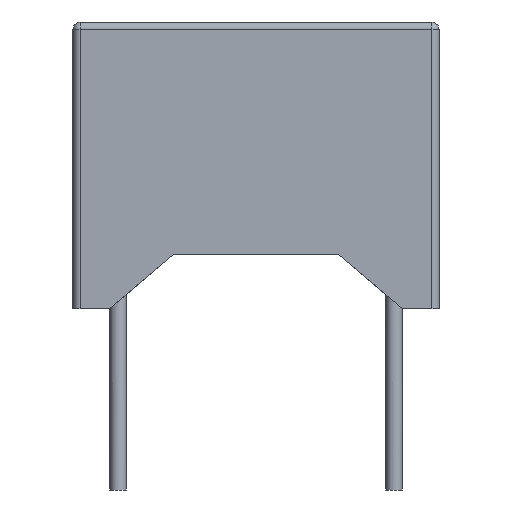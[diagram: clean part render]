
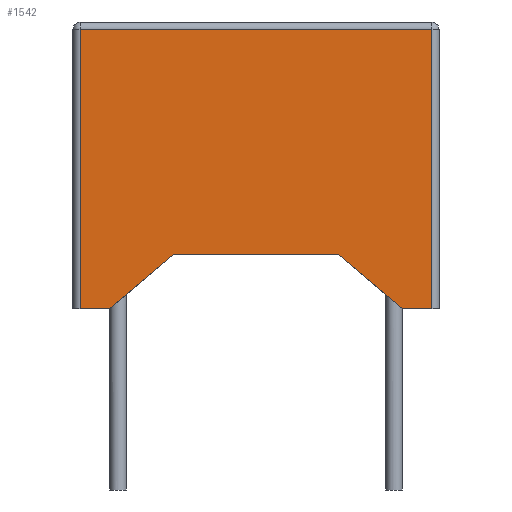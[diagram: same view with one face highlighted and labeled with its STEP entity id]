
A CAD part, left-side view. The second image highlights one B-rep face of the part: STEP entity #1542.
In plain terms, the highlighted face is planar.
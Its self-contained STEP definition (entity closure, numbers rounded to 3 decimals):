
#55 = PLANE('',#56);
#56 = AXIS2_PLACEMENT_3D('',#57,#58,#59);
#57 = CARTESIAN_POINT('',(-5.05,-12.65,0.));
#58 = DIRECTION('',(0.,0.,1.));
#59 = DIRECTION('',(1.,0.,0.));
#83 = CYLINDRICAL_SURFACE('',#84,0.2);
#84 = AXIS2_PLACEMENT_3D('',#85,#86,#87);
#85 = CARTESIAN_POINT('',(-4.85,12.45,0.));
#86 = DIRECTION('',(0.,0.,1.));
#87 = DIRECTION('',(-1.,0.,0.));
#220 = PLANE('',#221);
#221 = AXIS2_PLACEMENT_3D('',#222,#223,#224);
#222 = CARTESIAN_POINT('',(0.,0.,1.5));
#223 = DIRECTION('',(0.,0.,-1.));
#224 = DIRECTION('',(0.,-1.,0.));
#284 = VERTEX_POINT('',#285);
#285 = CARTESIAN_POINT('',(-4.05,12.65,0.));
#299 = PLANE('',#300);
#300 = AXIS2_PLACEMENT_3D('',#301,#302,#303);
#301 = CARTESIAN_POINT('',(-4.05,-12.65,0.));
#302 = DIRECTION('',(0.643,0.,-0.766)
  );
#303 = DIRECTION('',(0.766,0.,0.643));
#311 = EDGE_CURVE('',#312,#284,#314,.T.);
#312 = VERTEX_POINT('',#313);
#313 = CARTESIAN_POINT('',(-4.85,12.65,0.));
#314 = SURFACE_CURVE('',#315,(#319,#326),.PCURVE_S1.);
#315 = LINE('',#316,#317);
#316 = CARTESIAN_POINT('',(-5.05,12.65,0.));
#317 = VECTOR('',#318,1.);
#318 = DIRECTION('',(1.,0.,0.));
#319 = PCURVE('',#55,#320);
#320 = DEFINITIONAL_REPRESENTATION('',(#321),#325);
#321 = LINE('',#322,#323);
#322 = CARTESIAN_POINT('',(0.,25.3));
#323 = VECTOR('',#324,1.);
#324 = DIRECTION('',(1.,0.));
#325 = ( GEOMETRIC_REPRESENTATION_CONTEXT(2) 
PARAMETRIC_REPRESENTATION_CONTEXT() REPRESENTATION_CONTEXT('2D SPACE',''
  ) );
#326 = PCURVE('',#327,#332);
#327 = PLANE('',#328);
#328 = AXIS2_PLACEMENT_3D('',#329,#330,#331);
#329 = CARTESIAN_POINT('',(-5.05,12.65,0.));
#330 = DIRECTION('',(0.,1.,0.));
#331 = DIRECTION('',(0.,0.,1.));
#332 = DEFINITIONAL_REPRESENTATION('',(#333),#337);
#333 = LINE('',#334,#335);
#334 = CARTESIAN_POINT('',(0.,0.));
#335 = VECTOR('',#336,1.);
#336 = DIRECTION('',(0.,1.));
#337 = ( GEOMETRIC_REPRESENTATION_CONTEXT(2) 
PARAMETRIC_REPRESENTATION_CONTEXT() REPRESENTATION_CONTEXT('2D SPACE',''
  ) );
#369 = EDGE_CURVE('',#312,#370,#372,.T.);
#370 = VERTEX_POINT('',#371);
#371 = CARTESIAN_POINT('',(-4.85,12.65,7.7));
#372 = SURFACE_CURVE('',#373,(#377,#384),.PCURVE_S1.);
#373 = LINE('',#374,#375);
#374 = CARTESIAN_POINT('',(-4.85,12.65,0.));
#375 = VECTOR('',#376,1.);
#376 = DIRECTION('',(0.,0.,1.));
#377 = PCURVE('',#83,#378);
#378 = DEFINITIONAL_REPRESENTATION('',(#379),#383);
#379 = LINE('',#380,#381);
#380 = CARTESIAN_POINT('',(-1.571,0.));
#381 = VECTOR('',#382,1.);
#382 = DIRECTION('',(-0.,1.));
#383 = ( GEOMETRIC_REPRESENTATION_CONTEXT(2) 
PARAMETRIC_REPRESENTATION_CONTEXT() REPRESENTATION_CONTEXT('2D SPACE',''
  ) );
#384 = PCURVE('',#327,#385);
#385 = DEFINITIONAL_REPRESENTATION('',(#386),#390);
#386 = LINE('',#387,#388);
#387 = CARTESIAN_POINT('',(0.,0.2));
#388 = VECTOR('',#389,1.);
#389 = DIRECTION('',(1.,0.));
#390 = ( GEOMETRIC_REPRESENTATION_CONTEXT(2) 
PARAMETRIC_REPRESENTATION_CONTEXT() REPRESENTATION_CONTEXT('2D SPACE',''
  ) );
#553 = VERTEX_POINT('',#554);
#554 = CARTESIAN_POINT('',(-2.262,12.65,1.5));
#575 = EDGE_CURVE('',#576,#553,#578,.T.);
#576 = VERTEX_POINT('',#577);
#577 = CARTESIAN_POINT('',(2.262,12.65,1.5));
#578 = SURFACE_CURVE('',#579,(#583,#590),.PCURVE_S1.);
#579 = LINE('',#580,#581);
#580 = CARTESIAN_POINT('',(-3.656,12.65,1.5));
#581 = VECTOR('',#582,1.);
#582 = DIRECTION('',(-1.,0.,0.));
#583 = PCURVE('',#220,#584);
#584 = DEFINITIONAL_REPRESENTATION('',(#585),#589);
#585 = LINE('',#586,#587);
#586 = CARTESIAN_POINT('',(-12.65,3.656));
#587 = VECTOR('',#588,1.);
#588 = DIRECTION('',(0.,1.));
#589 = ( GEOMETRIC_REPRESENTATION_CONTEXT(2) 
PARAMETRIC_REPRESENTATION_CONTEXT() REPRESENTATION_CONTEXT('2D SPACE',''
  ) );
#590 = PCURVE('',#327,#591);
#591 = DEFINITIONAL_REPRESENTATION('',(#592),#595);
#592 = B_SPLINE_CURVE_WITH_KNOTS('',1,(#593,#594),.UNSPECIFIED.,.F.,.F.,
  (2,2),(-6.371,-0.941),.PIECEWISE_BEZIER_KNOTS.);
#593 = CARTESIAN_POINT('',(1.5,7.765));
#594 = CARTESIAN_POINT('',(1.5,2.335));
#595 = ( GEOMETRIC_REPRESENTATION_CONTEXT(2) 
PARAMETRIC_REPRESENTATION_CONTEXT() REPRESENTATION_CONTEXT('2D SPACE',''
  ) );
#613 = PLANE('',#614);
#614 = AXIS2_PLACEMENT_3D('',#615,#616,#617);
#615 = CARTESIAN_POINT('',(2.262,-12.65,1.5));
#616 = DIRECTION('',(-0.643,0.,-0.766
    ));
#617 = DIRECTION('',(0.766,0.,-0.643)
  );
#1542 = ADVANCED_FACE('',(#1543),#327,.T.);
#1543 = FACE_BOUND('',#1544,.T.);
#1544 = EDGE_LOOP('',(#1545,#1546,#1547,#1575,#1603,#1631,#1650,#1651));
#1545 = ORIENTED_EDGE('',*,*,#311,.F.);
#1546 = ORIENTED_EDGE('',*,*,#369,.T.);
#1547 = ORIENTED_EDGE('',*,*,#1548,.T.);
#1548 = EDGE_CURVE('',#370,#1549,#1551,.T.);
#1549 = VERTEX_POINT('',#1550);
#1550 = CARTESIAN_POINT('',(4.85,12.65,7.7));
#1551 = SURFACE_CURVE('',#1552,(#1556,#1563),.PCURVE_S1.);
#1552 = LINE('',#1553,#1554);
#1553 = CARTESIAN_POINT('',(-5.05,12.65,7.7));
#1554 = VECTOR('',#1555,1.);
#1555 = DIRECTION('',(1.,0.,0.));
#1556 = PCURVE('',#327,#1557);
#1557 = DEFINITIONAL_REPRESENTATION('',(#1558),#1562);
#1558 = LINE('',#1559,#1560);
#1559 = CARTESIAN_POINT('',(7.7,0.));
#1560 = VECTOR('',#1561,1.);
#1561 = DIRECTION('',(0.,1.));
#1562 = ( GEOMETRIC_REPRESENTATION_CONTEXT(2) 
PARAMETRIC_REPRESENTATION_CONTEXT() REPRESENTATION_CONTEXT('2D SPACE',''
  ) );
#1563 = PCURVE('',#1564,#1569);
#1564 = CYLINDRICAL_SURFACE('',#1565,0.2);
#1565 = AXIS2_PLACEMENT_3D('',#1566,#1567,#1568);
#1566 = CARTESIAN_POINT('',(-5.05,12.45,7.7));
#1567 = DIRECTION('',(1.,0.,0.));
#1568 = DIRECTION('',(0.,0.,1.));
#1569 = DEFINITIONAL_REPRESENTATION('',(#1570),#1574);
#1570 = LINE('',#1571,#1572);
#1571 = CARTESIAN_POINT('',(-1.571,0.));
#1572 = VECTOR('',#1573,1.);
#1573 = DIRECTION('',(-0.,1.));
#1574 = ( GEOMETRIC_REPRESENTATION_CONTEXT(2) 
PARAMETRIC_REPRESENTATION_CONTEXT() REPRESENTATION_CONTEXT('2D SPACE',''
  ) );
#1575 = ORIENTED_EDGE('',*,*,#1576,.F.);
#1576 = EDGE_CURVE('',#1577,#1549,#1579,.T.);
#1577 = VERTEX_POINT('',#1578);
#1578 = CARTESIAN_POINT('',(4.85,12.65,0.));
#1579 = SURFACE_CURVE('',#1580,(#1584,#1591),.PCURVE_S1.);
#1580 = LINE('',#1581,#1582);
#1581 = CARTESIAN_POINT('',(4.85,12.65,0.));
#1582 = VECTOR('',#1583,1.);
#1583 = DIRECTION('',(0.,0.,1.));
#1584 = PCURVE('',#327,#1585);
#1585 = DEFINITIONAL_REPRESENTATION('',(#1586),#1590);
#1586 = LINE('',#1587,#1588);
#1587 = CARTESIAN_POINT('',(0.,9.9));
#1588 = VECTOR('',#1589,1.);
#1589 = DIRECTION('',(1.,0.));
#1590 = ( GEOMETRIC_REPRESENTATION_CONTEXT(2) 
PARAMETRIC_REPRESENTATION_CONTEXT() REPRESENTATION_CONTEXT('2D SPACE',''
  ) );
#1591 = PCURVE('',#1592,#1597);
#1592 = CYLINDRICAL_SURFACE('',#1593,0.2);
#1593 = AXIS2_PLACEMENT_3D('',#1594,#1595,#1596);
#1594 = CARTESIAN_POINT('',(4.85,12.45,0.));
#1595 = DIRECTION('',(0.,0.,1.));
#1596 = DIRECTION('',(0.,1.,0.));
#1597 = DEFINITIONAL_REPRESENTATION('',(#1598),#1602);
#1598 = LINE('',#1599,#1600);
#1599 = CARTESIAN_POINT('',(-0.,0.));
#1600 = VECTOR('',#1601,1.);
#1601 = DIRECTION('',(-0.,1.));
#1602 = ( GEOMETRIC_REPRESENTATION_CONTEXT(2) 
PARAMETRIC_REPRESENTATION_CONTEXT() REPRESENTATION_CONTEXT('2D SPACE',''
  ) );
#1603 = ORIENTED_EDGE('',*,*,#1604,.F.);
#1604 = EDGE_CURVE('',#1605,#1577,#1607,.T.);
#1605 = VERTEX_POINT('',#1606);
#1606 = CARTESIAN_POINT('',(4.05,12.65,0.));
#1607 = SURFACE_CURVE('',#1608,(#1612,#1619),.PCURVE_S1.);
#1608 = LINE('',#1609,#1610);
#1609 = CARTESIAN_POINT('',(-5.05,12.65,0.));
#1610 = VECTOR('',#1611,1.);
#1611 = DIRECTION('',(1.,0.,0.));
#1612 = PCURVE('',#327,#1613);
#1613 = DEFINITIONAL_REPRESENTATION('',(#1614),#1618);
#1614 = LINE('',#1615,#1616);
#1615 = CARTESIAN_POINT('',(0.,0.));
#1616 = VECTOR('',#1617,1.);
#1617 = DIRECTION('',(0.,1.));
#1618 = ( GEOMETRIC_REPRESENTATION_CONTEXT(2) 
PARAMETRIC_REPRESENTATION_CONTEXT() REPRESENTATION_CONTEXT('2D SPACE',''
  ) );
#1619 = PCURVE('',#1620,#1625);
#1620 = PLANE('',#1621);
#1621 = AXIS2_PLACEMENT_3D('',#1622,#1623,#1624);
#1622 = CARTESIAN_POINT('',(-5.05,-12.65,0.));
#1623 = DIRECTION('',(0.,0.,1.));
#1624 = DIRECTION('',(1.,0.,0.));
#1625 = DEFINITIONAL_REPRESENTATION('',(#1626),#1630);
#1626 = LINE('',#1627,#1628);
#1627 = CARTESIAN_POINT('',(0.,25.3));
#1628 = VECTOR('',#1629,1.);
#1629 = DIRECTION('',(1.,0.));
#1630 = ( GEOMETRIC_REPRESENTATION_CONTEXT(2) 
PARAMETRIC_REPRESENTATION_CONTEXT() REPRESENTATION_CONTEXT('2D SPACE',''
  ) );
#1631 = ORIENTED_EDGE('',*,*,#1632,.T.);
#1632 = EDGE_CURVE('',#1605,#576,#1633,.T.);
#1633 = SURFACE_CURVE('',#1634,(#1638,#1644),.PCURVE_S1.);
#1634 = LINE('',#1635,#1636);
#1635 = CARTESIAN_POINT('',(0.486,12.65,2.99));
#1636 = VECTOR('',#1637,1.);
#1637 = DIRECTION('',(-0.766,0.,0.643));
#1638 = PCURVE('',#327,#1639);
#1639 = DEFINITIONAL_REPRESENTATION('',(#1640),#1643);
#1640 = B_SPLINE_CURVE_WITH_KNOTS('',1,(#1641,#1642),.UNSPECIFIED.,.F.,
  .F.,(2,2),(-4.886,-2.085),.PIECEWISE_BEZIER_KNOTS.);
#1641 = CARTESIAN_POINT('',(-0.15,9.279));
#1642 = CARTESIAN_POINT('',(1.65,7.134));
#1643 = ( GEOMETRIC_REPRESENTATION_CONTEXT(2) 
PARAMETRIC_REPRESENTATION_CONTEXT() REPRESENTATION_CONTEXT('2D SPACE',''
  ) );
#1644 = PCURVE('',#613,#1645);
#1645 = DEFINITIONAL_REPRESENTATION('',(#1646),#1649);
#1646 = B_SPLINE_CURVE_WITH_KNOTS('',1,(#1647,#1648),.UNSPECIFIED.,.F.,
  .F.,(2,2),(-4.886,-2.085),.PIECEWISE_BEZIER_KNOTS.);
#1647 = CARTESIAN_POINT('',(2.567,-25.3));
#1648 = CARTESIAN_POINT('',(-0.233,-25.3));
#1649 = ( GEOMETRIC_REPRESENTATION_CONTEXT(2) 
PARAMETRIC_REPRESENTATION_CONTEXT() REPRESENTATION_CONTEXT('2D SPACE',''
  ) );
#1650 = ORIENTED_EDGE('',*,*,#575,.T.);
#1651 = ORIENTED_EDGE('',*,*,#1652,.T.);
#1652 = EDGE_CURVE('',#553,#284,#1653,.T.);
#1653 = SURFACE_CURVE('',#1654,(#1658,#1664),.PCURVE_S1.);
#1654 = LINE('',#1655,#1656);
#1655 = CARTESIAN_POINT('',(-4.343,12.65,-0.246));
#1656 = VECTOR('',#1657,1.);
#1657 = DIRECTION('',(-0.766,0.,-0.643));
#1658 = PCURVE('',#327,#1659);
#1659 = DEFINITIONAL_REPRESENTATION('',(#1660),#1663);
#1660 = B_SPLINE_CURVE_WITH_KNOTS('',1,(#1661,#1662),.UNSPECIFIED.,.F.,
  .F.,(2,2),(-2.95,-0.15),.PIECEWISE_BEZIER_KNOTS.);
#1661 = CARTESIAN_POINT('',(1.65,2.966));
#1662 = CARTESIAN_POINT('',(-0.15,0.821));
#1663 = ( GEOMETRIC_REPRESENTATION_CONTEXT(2) 
PARAMETRIC_REPRESENTATION_CONTEXT() REPRESENTATION_CONTEXT('2D SPACE',''
  ) );
#1664 = PCURVE('',#299,#1665);
#1665 = DEFINITIONAL_REPRESENTATION('',(#1666),#1669);
#1666 = B_SPLINE_CURVE_WITH_KNOTS('',1,(#1667,#1668),.UNSPECIFIED.,.F.,
  .F.,(2,2),(-2.95,-0.15),.PIECEWISE_BEZIER_KNOTS.);
#1667 = CARTESIAN_POINT('',(2.567,-25.3));
#1668 = CARTESIAN_POINT('',(-0.233,-25.3));
#1669 = ( GEOMETRIC_REPRESENTATION_CONTEXT(2) 
PARAMETRIC_REPRESENTATION_CONTEXT() REPRESENTATION_CONTEXT('2D SPACE',''
  ) );
